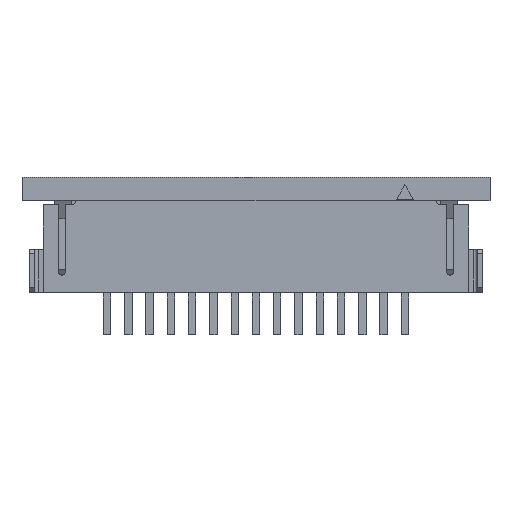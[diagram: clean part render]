
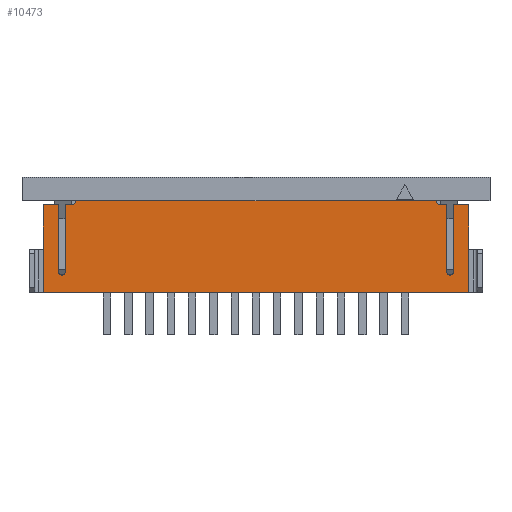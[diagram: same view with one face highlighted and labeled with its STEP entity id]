
A CAD part, front view. The second image highlights one B-rep face of the part: STEP entity #10473.
In plain terms, the highlighted planar face has unit normal (0, -1, 0).
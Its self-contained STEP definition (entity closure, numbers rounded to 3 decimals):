
#9=DIRECTION('',(0.,0.,-1.));
#10=VECTOR('',#9,4.1);
#11=CARTESIAN_POINT('',(-10.,0.,4.1));
#12=LINE('',#11,#10);
#1690=DIRECTION('',(0.,0.,-1.));
#1691=VECTOR('',#1690,3.15);
#1692=CARTESIAN_POINT('',(-9.275,0.,4.1));
#1693=LINE('',#1692,#1691);
#1694=CARTESIAN_POINT('',(-9.125,0.,0.95));
#1695=DIRECTION('',(0.,-1.,0.));
#1696=DIRECTION('',(-1.,0.,0.));
#1697=AXIS2_PLACEMENT_3D('',#1694,#1695,#1696);
#1699=DIRECTION('',(0.,0.,1.));
#1700=VECTOR('',#1699,3.15);
#1701=CARTESIAN_POINT('',(-8.975,0.,0.95));
#1702=LINE('',#1701,#1700);
#1703=DIRECTION('',(1.,0.,0.));
#1704=VECTOR('',#1703,0.4);
#1705=CARTESIAN_POINT('',(-8.975,0.,4.1));
#1706=LINE('',#1705,#1704);
#1707=DIRECTION('',(0.6,0.,0.8));
#1708=VECTOR('',#1707,0.25);
#1709=CARTESIAN_POINT('',(-8.575,0.,4.1));
#1710=LINE('',#1709,#1708);
#1711=DIRECTION('',(1.,0.,0.));
#1712=VECTOR('',#1711,16.85);
#1713=CARTESIAN_POINT('',(-8.425,0.,4.3));
#1714=LINE('',#1713,#1712);
#1715=DIRECTION('',(0.6,0.,-0.8));
#1716=VECTOR('',#1715,0.25);
#1717=CARTESIAN_POINT('',(8.425,0.,4.3));
#1718=LINE('',#1717,#1716);
#1719=DIRECTION('',(-1.,0.,0.));
#1720=VECTOR('',#1719,0.4);
#1721=CARTESIAN_POINT('',(8.975,0.,4.1));
#1722=LINE('',#1721,#1720);
#1723=DIRECTION('',(0.,0.,-1.));
#1724=VECTOR('',#1723,3.15);
#1725=CARTESIAN_POINT('',(8.975,0.,4.1));
#1726=LINE('',#1725,#1724);
#1727=CARTESIAN_POINT('',(9.125,0.,0.95));
#1728=DIRECTION('',(0.,-1.,0.));
#1729=DIRECTION('',(-1.,0.,0.));
#1730=AXIS2_PLACEMENT_3D('',#1727,#1728,#1729);
#1732=DIRECTION('',(0.,0.,1.));
#1733=VECTOR('',#1732,3.15);
#1734=CARTESIAN_POINT('',(9.275,0.,0.95));
#1735=LINE('',#1734,#1733);
#1736=DIRECTION('',(-1.,0.,0.));
#1737=VECTOR('',#1736,0.725);
#1738=CARTESIAN_POINT('',(10.,0.,4.1));
#1739=LINE('',#1738,#1737);
#1740=DIRECTION('',(1.,0.,0.));
#1741=VECTOR('',#1740,0.725);
#1742=CARTESIAN_POINT('',(-10.,0.,4.1));
#1743=LINE('',#1742,#1741);
#2178=DIRECTION('',(1.,0.,0.));
#2179=VECTOR('',#2178,20.);
#2180=CARTESIAN_POINT('',(-10.,0.,0.));
#2181=LINE('',#2180,#2179);
#6149=DIRECTION('',(0.,0.,-1.));
#6150=VECTOR('',#6149,4.1);
#6151=CARTESIAN_POINT('',(10.,0.,4.1));
#6152=LINE('',#6151,#6150);
#6337=CARTESIAN_POINT('',(-10.,0.,0.));
#6338=CARTESIAN_POINT('',(10.,0.,0.));
#6339=VERTEX_POINT('',#6337);
#6340=VERTEX_POINT('',#6338);
#6345=CARTESIAN_POINT('',(-8.575,0.,4.1));
#6346=CARTESIAN_POINT('',(-8.425,0.,4.3));
#6347=VERTEX_POINT('',#6345);
#6348=VERTEX_POINT('',#6346);
#6349=CARTESIAN_POINT('',(-10.,0.,4.1));
#6350=VERTEX_POINT('',#6349);
#6351=CARTESIAN_POINT('',(10.,0.,4.1));
#6352=VERTEX_POINT('',#6351);
#6353=CARTESIAN_POINT('',(8.425,0.,4.3));
#6354=VERTEX_POINT('',#6353);
#6355=CARTESIAN_POINT('',(-9.275,0.,4.1));
#6356=CARTESIAN_POINT('',(-9.275,0.,0.95));
#6357=VERTEX_POINT('',#6355);
#6358=VERTEX_POINT('',#6356);
#6359=CARTESIAN_POINT('',(-8.975,0.,0.95));
#6360=VERTEX_POINT('',#6359);
#6361=CARTESIAN_POINT('',(-8.975,0.,4.1));
#6362=VERTEX_POINT('',#6361);
#6363=CARTESIAN_POINT('',(8.975,0.,4.1));
#6364=CARTESIAN_POINT('',(8.975,0.,0.95));
#6365=VERTEX_POINT('',#6363);
#6366=VERTEX_POINT('',#6364);
#6367=CARTESIAN_POINT('',(9.275,0.,0.95));
#6368=VERTEX_POINT('',#6367);
#6369=CARTESIAN_POINT('',(9.275,0.,4.1));
#6370=VERTEX_POINT('',#6369);
#6435=CARTESIAN_POINT('',(8.575,0.,4.1));
#6436=VERTEX_POINT('',#6435);
#10440=CARTESIAN_POINT('',(-10.,0.,4.3));
#10441=DIRECTION('',(0.,-1.,0.));
#10442=DIRECTION('',(0.,0.,-1.));
#10443=AXIS2_PLACEMENT_3D('',#10440,#10441,#10442);
#10444=PLANE('',#10443);
#10446=ORIENTED_EDGE('',*,*,#10445,.T.);
#10448=ORIENTED_EDGE('',*,*,#10447,.T.);
#10450=ORIENTED_EDGE('',*,*,#10449,.T.);
#10452=ORIENTED_EDGE('',*,*,#10451,.T.);
#10454=ORIENTED_EDGE('',*,*,#10453,.T.);
#10455=ORIENTED_EDGE('',*,*,#9780,.T.);
#10457=ORIENTED_EDGE('',*,*,#10456,.T.);
#10458=ORIENTED_EDGE('',*,*,#10108,.F.);
#10459=ORIENTED_EDGE('',*,*,#10010,.T.);
#10461=ORIENTED_EDGE('',*,*,#10460,.T.);
#10462=ORIENTED_EDGE('',*,*,#10410,.T.);
#10463=ORIENTED_EDGE('',*,*,#10091,.F.);
#10465=ORIENTED_EDGE('',*,*,#10464,.T.);
#10467=ORIENTED_EDGE('',*,*,#10466,.F.);
#10468=ORIENTED_EDGE('',*,*,#8386,.F.);
#10470=ORIENTED_EDGE('',*,*,#10469,.T.);
#10471=EDGE_LOOP('',(#10446,#10448,#10450,#10452,#10454,#10455,#10457,#10458,
#10459,#10461,#10462,#10463,#10465,#10467,#10468,#10470));
#10472=FACE_OUTER_BOUND('',#10471,.F.);
#10473=ADVANCED_FACE('',(#10472),#10444,.T.);
#1698=CIRCLE('',#1697,0.15);
#1731=CIRCLE('',#1730,0.15);
#8386=EDGE_CURVE('',#6350,#6339,#12,.T.);
#9780=EDGE_CURVE('',#6348,#6354,#1714,.T.);
#10010=EDGE_CURVE('',#6365,#6366,#1726,.T.);
#10091=EDGE_CURVE('',#6352,#6370,#1739,.T.);
#10108=EDGE_CURVE('',#6365,#6436,#1722,.T.);
#10410=EDGE_CURVE('',#6368,#6370,#1735,.T.);
#10445=EDGE_CURVE('',#6357,#6358,#1693,.T.);
#10447=EDGE_CURVE('',#6358,#6360,#1698,.T.);
#10449=EDGE_CURVE('',#6360,#6362,#1702,.T.);
#10451=EDGE_CURVE('',#6362,#6347,#1706,.T.);
#10453=EDGE_CURVE('',#6347,#6348,#1710,.T.);
#10456=EDGE_CURVE('',#6354,#6436,#1718,.T.);
#10460=EDGE_CURVE('',#6366,#6368,#1731,.T.);
#10464=EDGE_CURVE('',#6352,#6340,#6152,.T.);
#10466=EDGE_CURVE('',#6339,#6340,#2181,.T.);
#10469=EDGE_CURVE('',#6350,#6357,#1743,.T.);
